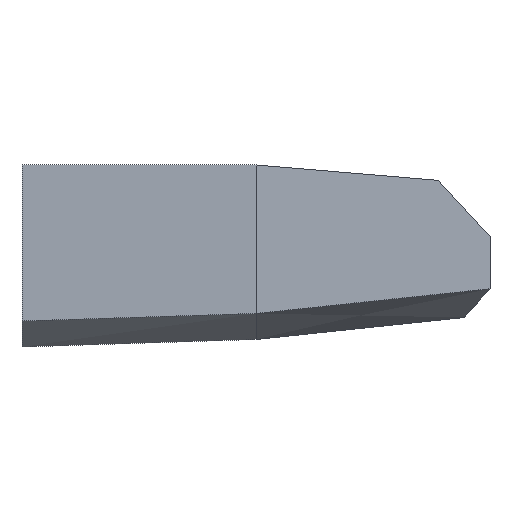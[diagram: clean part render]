
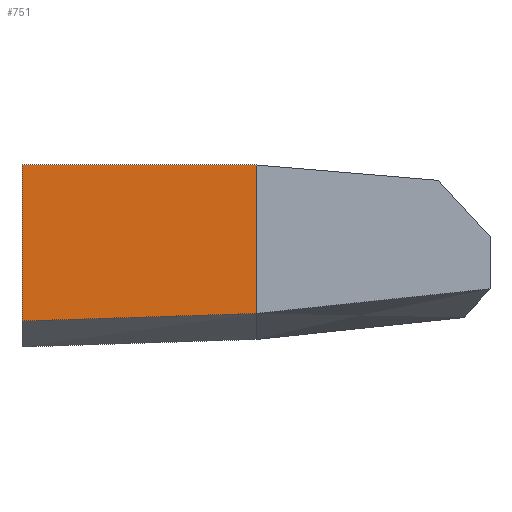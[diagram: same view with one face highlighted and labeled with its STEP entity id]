
A CAD part, left-side view. The second image highlights one B-rep face of the part: STEP entity #751.
In plain terms, the highlighted planar face has unit normal (-1, -0.02, 0).
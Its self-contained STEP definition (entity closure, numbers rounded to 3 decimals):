
#126 = PLANE('',#127);
#127 = AXIS2_PLACEMENT_3D('',#128,#129,#130);
#128 = CARTESIAN_POINT('',(-16.91,-180.,0.));
#129 = DIRECTION('',(0.998,0.07,0.));
#130 = DIRECTION('',(-0.07,0.998,0.));
#394 = VERTEX_POINT('',#395);
#395 = CARTESIAN_POINT('',(-23.213,-90.,0.));
#439 = VERTEX_POINT('',#440);
#440 = CARTESIAN_POINT('',(-23.213,-90.,-57.092));
#459 = EDGE_CURVE('',#394,#439,#460,.T.);
#460 = SURFACE_CURVE('',#461,(#465,#472),.PCURVE_S1.);
#461 = LINE('',#462,#463);
#462 = CARTESIAN_POINT('',(-23.213,-90.,0.));
#463 = VECTOR('',#464,1.);
#464 = DIRECTION('',(-0.,-0.,-1.));
#465 = PCURVE('',#126,#466);
#466 = DEFINITIONAL_REPRESENTATION('',(#467),#471);
#467 = LINE('',#468,#469);
#468 = CARTESIAN_POINT('',(90.22,0.));
#469 = VECTOR('',#470,1.);
#470 = DIRECTION('',(0.,-1.));
#471 = ( GEOMETRIC_REPRESENTATION_CONTEXT(2) 
PARAMETRIC_REPRESENTATION_CONTEXT() REPRESENTATION_CONTEXT('2D SPACE',''
  ) );
#472 = PCURVE('',#473,#478);
#473 = PLANE('',#474);
#474 = AXIS2_PLACEMENT_3D('',#475,#476,#477);
#475 = CARTESIAN_POINT('',(-25.,0.,0.));
#476 = DIRECTION('',(-1.,-0.02,0.));
#477 = DIRECTION('',(0.02,-1.,0.));
#478 = DEFINITIONAL_REPRESENTATION('',(#479),#483);
#479 = LINE('',#480,#481);
#480 = CARTESIAN_POINT('',(90.018,0.));
#481 = VECTOR('',#482,1.);
#482 = DIRECTION('',(0.,-1.));
#483 = ( GEOMETRIC_REPRESENTATION_CONTEXT(2) 
PARAMETRIC_REPRESENTATION_CONTEXT() REPRESENTATION_CONTEXT('2D SPACE',''
  ) );
#635 = B_SPLINE_SURFACE_WITH_KNOTS('',1,1,(
    (#636,#637)
    ,(#638,#639
    )),.UNSPECIFIED.,.F.,.F.,.F.,(2,2),(2,2),(-22.361,0.),(0.,1.
    ),.PIECEWISE_BEZIER_KNOTS.);
#636 = CARTESIAN_POINT('',(-25.,0.,-60.));
#637 = CARTESIAN_POINT('',(-23.213,-90.,-57.092));
#638 = CARTESIAN_POINT('',(-5.,0.,-70.));
#639 = CARTESIAN_POINT('',(-5.,-90.,-67.092));
#664 = PLANE('',#665);
#665 = AXIS2_PLACEMENT_3D('',#666,#667,#668);
#666 = CARTESIAN_POINT('',(5000.,0.,0.));
#667 = DIRECTION('',(0.,0.,1.));
#668 = DIRECTION('',(0.,-1.,0.));
#720 = PLANE('',#721);
#721 = AXIS2_PLACEMENT_3D('',#722,#723,#724);
#722 = CARTESIAN_POINT('',(5000.,0.,0.
    ));
#723 = DIRECTION('',(0.,-1.,0.));
#724 = DIRECTION('',(0.,0.,-1.));
#751 = ADVANCED_FACE('',(#752),#473,.T.);
#752 = FACE_BOUND('',#753,.T.);
#753 = EDGE_LOOP('',(#754,#777,#800,#819));
#754 = ORIENTED_EDGE('',*,*,#755,.F.);
#755 = EDGE_CURVE('',#756,#394,#758,.T.);
#756 = VERTEX_POINT('',#757);
#757 = CARTESIAN_POINT('',(-25.,0.,0.));
#758 = SURFACE_CURVE('',#759,(#763,#770),.PCURVE_S1.);
#759 = LINE('',#760,#761);
#760 = CARTESIAN_POINT('',(-25.,0.,0.));
#761 = VECTOR('',#762,1.);
#762 = DIRECTION('',(0.02,-1.,0.));
#763 = PCURVE('',#473,#764);
#764 = DEFINITIONAL_REPRESENTATION('',(#765),#769);
#765 = LINE('',#766,#767);
#766 = CARTESIAN_POINT('',(0.,0.));
#767 = VECTOR('',#768,1.);
#768 = DIRECTION('',(1.,0.));
#769 = ( GEOMETRIC_REPRESENTATION_CONTEXT(2) 
PARAMETRIC_REPRESENTATION_CONTEXT() REPRESENTATION_CONTEXT('2D SPACE',''
  ) );
#770 = PCURVE('',#664,#771);
#771 = DEFINITIONAL_REPRESENTATION('',(#772),#776);
#772 = LINE('',#773,#774);
#773 = CARTESIAN_POINT('',(0.,-5025.));
#774 = VECTOR('',#775,1.);
#775 = DIRECTION('',(1.,0.02));
#776 = ( GEOMETRIC_REPRESENTATION_CONTEXT(2) 
PARAMETRIC_REPRESENTATION_CONTEXT() REPRESENTATION_CONTEXT('2D SPACE',''
  ) );
#777 = ORIENTED_EDGE('',*,*,#778,.T.);
#778 = EDGE_CURVE('',#756,#779,#781,.T.);
#779 = VERTEX_POINT('',#780);
#780 = CARTESIAN_POINT('',(-25.,0.,-60.));
#781 = SURFACE_CURVE('',#782,(#786,#793),.PCURVE_S1.);
#782 = LINE('',#783,#784);
#783 = CARTESIAN_POINT('',(-25.,0.,0.));
#784 = VECTOR('',#785,1.);
#785 = DIRECTION('',(-0.,-0.,-1.));
#786 = PCURVE('',#473,#787);
#787 = DEFINITIONAL_REPRESENTATION('',(#788),#792);
#788 = LINE('',#789,#790);
#789 = CARTESIAN_POINT('',(0.,0.));
#790 = VECTOR('',#791,1.);
#791 = DIRECTION('',(0.,-1.));
#792 = ( GEOMETRIC_REPRESENTATION_CONTEXT(2) 
PARAMETRIC_REPRESENTATION_CONTEXT() REPRESENTATION_CONTEXT('2D SPACE',''
  ) );
#793 = PCURVE('',#720,#794);
#794 = DEFINITIONAL_REPRESENTATION('',(#795),#799);
#795 = LINE('',#796,#797);
#796 = CARTESIAN_POINT('',(0.,-5025.));
#797 = VECTOR('',#798,1.);
#798 = DIRECTION('',(1.,0.));
#799 = ( GEOMETRIC_REPRESENTATION_CONTEXT(2) 
PARAMETRIC_REPRESENTATION_CONTEXT() REPRESENTATION_CONTEXT('2D SPACE',''
  ) );
#800 = ORIENTED_EDGE('',*,*,#801,.T.);
#801 = EDGE_CURVE('',#779,#439,#802,.T.);
#802 = SURFACE_CURVE('',#803,(#807,#813),.PCURVE_S1.);
#803 = LINE('',#804,#805);
#804 = CARTESIAN_POINT('',(-23.099,-95.759,
    -56.906));
#805 = VECTOR('',#806,1.);
#806 = DIRECTION('',(0.02,-0.999,
    0.032));
#807 = PCURVE('',#473,#808);
#808 = DEFINITIONAL_REPRESENTATION('',(#809),#812);
#809 = B_SPLINE_CURVE_WITH_KNOTS('',1,(#810,#811),.UNSPECIFIED.,.F.,.F.,
  (2,2),(-104.834,3.244),.PIECEWISE_BEZIER_KNOTS.);
#810 = CARTESIAN_POINT('',(-9.002,-60.291));
#811 = CARTESIAN_POINT('',(99.02,-56.801));
#812 = ( GEOMETRIC_REPRESENTATION_CONTEXT(2) 
PARAMETRIC_REPRESENTATION_CONTEXT() REPRESENTATION_CONTEXT('2D SPACE',''
  ) );
#813 = PCURVE('',#635,#814);
#814 = DEFINITIONAL_REPRESENTATION('',(#815),#818);
#815 = B_SPLINE_CURVE_WITH_KNOTS('',1,(#816,#817),.UNSPECIFIED.,.F.,.F.,
  (2,2),(-95.828,-5.763),.PIECEWISE_BEZIER_KNOTS.);
#816 = CARTESIAN_POINT('',(-22.361,0.));
#817 = CARTESIAN_POINT('',(-22.361,1.));
#818 = ( GEOMETRIC_REPRESENTATION_CONTEXT(2) 
PARAMETRIC_REPRESENTATION_CONTEXT() REPRESENTATION_CONTEXT('2D SPACE',''
  ) );
#819 = ORIENTED_EDGE('',*,*,#459,.F.);
